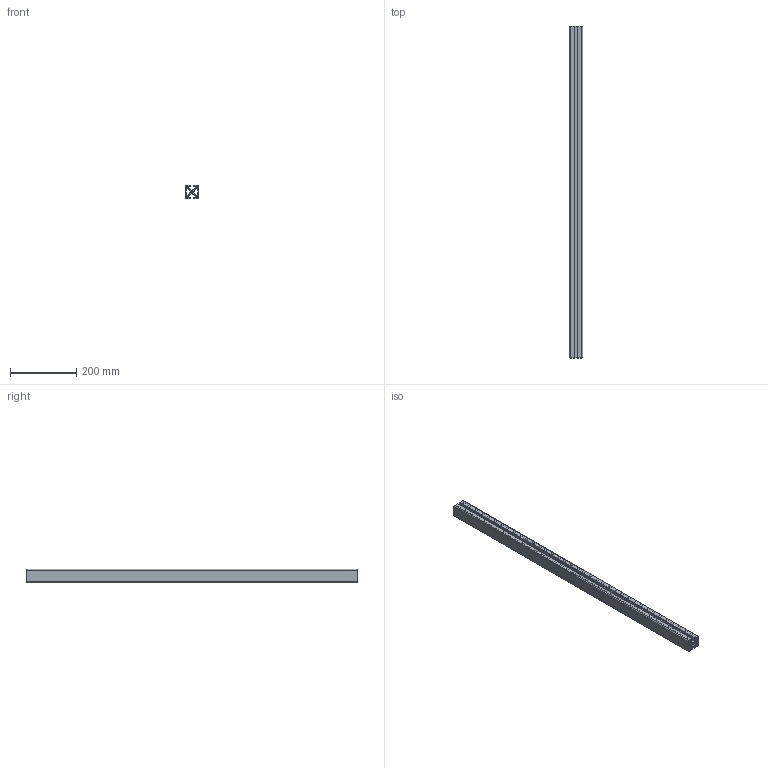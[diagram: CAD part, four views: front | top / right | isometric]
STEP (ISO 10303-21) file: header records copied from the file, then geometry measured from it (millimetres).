
FILE_DESCRIPTION((''),'2;1');
FILE_NAME('AR3718 profil 40x40L.stp','2015-03-31T14:55:46',('Admin'),(''),'Autodesk Inventor 2013','Autodesk Inventor 2013','');
FILE_SCHEMA(('AUTOMOTIVE_DESIGN { 1 0 10303 214 1 1 1 1 }'));
Length unit declared in the file: millimetre
Products named in the file (1): AR3718 profil 40x40L
Bounding box: 40 x 1000 x 40 mm (x, y, z)
Volume: 705767 mm3; surface area: 488943.2 mm2
Topology: 1 solids, 1 shells, 135 faces, 399 edges, 266 vertices
Faces by surface type: plane 78, cylinder 57
Full cylindrical faces by diameter (mm): 6.8 x1
Entity records: 4576 total; most frequent: CARTESIAN_POINT 800, ORIENTED_EDGE 796, DIRECTION 784, EDGE_CURVE 398, VECTOR 284, LINE 284, VERTEX_POINT 266, AXIS2_PLACEMENT_3D 250
